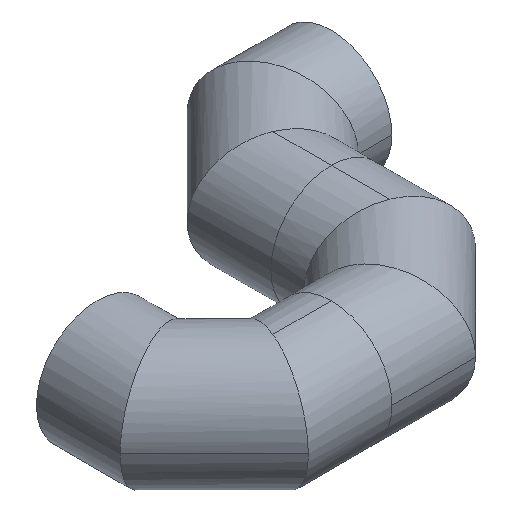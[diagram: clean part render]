
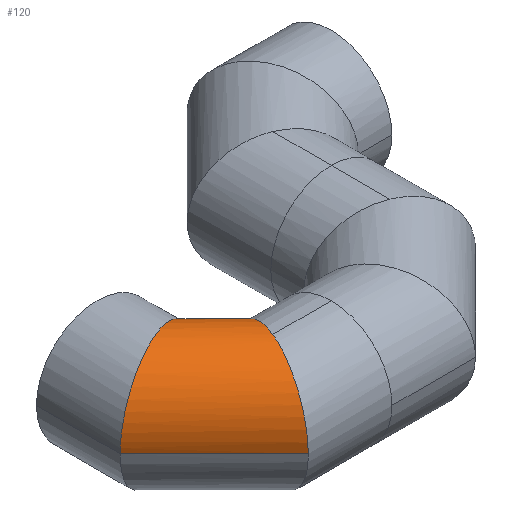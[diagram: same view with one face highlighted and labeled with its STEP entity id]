
A CAD part, isometric view. The second image highlights one B-rep face of the part: STEP entity #120.
In plain terms, the highlighted cylindrical face has radius 157.48 mm (diameter 314.96 mm), a partial arc.
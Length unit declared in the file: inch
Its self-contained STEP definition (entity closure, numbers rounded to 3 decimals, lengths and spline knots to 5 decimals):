
#19 = DIRECTION ( 'NONE',  ( 0.707, 0.707, 0. ) ) ;
#25 = CARTESIAN_POINT ( 'NONE',  ( 8.56812, 5.8, 0. ) ) ;
#47 = ORIENTED_EDGE ( 'NONE', *, *, #382, .T. ) ;
#78 = CARTESIAN_POINT ( 'NONE',  ( 6.2, 3.43188, 0. ) ) ;
#84 = EDGE_CURVE ( 'NONE', #376, #627, #531, .T. ) ;
#93 = DIRECTION ( 'NONE',  ( 0.707, 0.707, 0. ) ) ;
#120 = ADVANCED_FACE ( 'NONE', ( #447 ), #612, .T. ) ;
#128 = CARTESIAN_POINT ( 'NONE',  ( 4.38406, 1.61594, 0. ) ) ;
#168 =( BOUNDED_CURVE ( )  B_SPLINE_CURVE ( 3, ( #466, #467, #452, #285 ),
 .UNSPECIFIED., .F., .F. ) 
 B_SPLINE_CURVE_WITH_KNOTS ( ( 4, 4 ),
 ( 4.71239, 6.28319 ),
 .UNSPECIFIED. ) 
 CURVE ( )  GEOMETRIC_REPRESENTATION_ITEM ( )  RATIONAL_B_SPLINE_CURVE ( ( 1., 0.805, 0.805, 1. ) ) 
 REPRESENTATION_ITEM ( '' )  );
#188 = AXIS2_PLACEMENT_3D ( 'NONE', #439, #93, #385 ) ;
#201 = CARTESIAN_POINT ( 'NONE',  ( 8.56812, 5.8, 12.4 ) ) ;
#209 = CARTESIAN_POINT ( 'NONE',  ( -3.63188, 7.50437, 6.2 ) ) ;
#238 =( BOUNDED_CURVE ( )  B_SPLINE_CURVE ( 3, ( #546, #201, #294, #540 ),
 .UNSPECIFIED., .F., .F. ) 
 B_SPLINE_CURVE_WITH_KNOTS ( ( 4, 4 ),
 ( 3.14159, 6.28319 ),
 .UNSPECIFIED. ) 
 CURVE ( )  GEOMETRIC_REPRESENTATION_ITEM ( )  RATIONAL_B_SPLINE_CURVE ( ( 1., 0.333, 0.333, 1. ) ) 
 REPRESENTATION_ITEM ( '' )  );
#240 = ORIENTED_EDGE ( 'NONE', *, *, #590, .T. ) ;
#280 = LINE ( 'NONE', #128, #343 ) ;
#282 = CARTESIAN_POINT ( 'NONE',  ( 0., 6., 6.2 ) ) ;
#285 = CARTESIAN_POINT ( 'NONE',  ( 6.2, 3.43188, 0. ) ) ;
#293 = CARTESIAN_POINT ( 'NONE',  ( 0., 6., 6.2 ) ) ;
#294 = CARTESIAN_POINT ( 'NONE',  ( 3.43188, 18.2, 12.4 ) ) ;
#298 = CARTESIAN_POINT ( 'NONE',  ( -6.2, 8.56812, 0. ) ) ;
#343 = VECTOR ( 'NONE', #19, 39.37008 ) ;
#376 = VERTEX_POINT ( 'NONE', #494 ) ;
#382 = EDGE_CURVE ( 'NONE', #627, #483, #168, .T. ) ;
#385 = DIRECTION ( 'NONE',  ( -0.707, 0.707, 0. ) ) ;
#412 = CARTESIAN_POINT ( 'NONE',  ( -6.2, 8.56812, 3.63188 ) ) ;
#435 = CARTESIAN_POINT ( 'NONE',  ( 3.43188, 18.2, 0. ) ) ;
#439 = CARTESIAN_POINT ( 'NONE',  ( 0., 6., 0. ) ) ;
#447 = FACE_OUTER_BOUND ( 'NONE', #605, .T. ) ;
#452 = CARTESIAN_POINT ( 'NONE',  ( 6.2, 3.43188, 3.63188 ) ) ;
#466 = CARTESIAN_POINT ( 'NONE',  ( 0., 6., 6.2 ) ) ;
#467 = CARTESIAN_POINT ( 'NONE',  ( 3.63188, 4.49563, 6.2 ) ) ;
#475 = ORIENTED_EDGE ( 'NONE', *, *, #481, .F. ) ;
#481 = EDGE_CURVE ( 'NONE', #376, #554, #573, .T. ) ;
#483 = VERTEX_POINT ( 'NONE', #78 ) ;
#494 = CARTESIAN_POINT ( 'NONE',  ( -6.2, 8.56812, 0. ) ) ;
#496 = EDGE_CURVE ( 'NONE', #574, #554, #238, .T. ) ;
#497 = CARTESIAN_POINT ( 'NONE',  ( -4.38406, 10.38406, 0. ) ) ;
#531 =( BOUNDED_CURVE ( )  B_SPLINE_CURVE ( 3, ( #298, #412, #209, #282 ),
 .UNSPECIFIED., .F., .T. ) 
 B_SPLINE_CURVE_WITH_KNOTS ( ( 4, 4 ),
 ( 3.14159, 4.71239 ),
 .UNSPECIFIED. ) 
 CURVE ( )  GEOMETRIC_REPRESENTATION_ITEM ( )  RATIONAL_B_SPLINE_CURVE ( ( 1., 0.805, 0.805, 1. ) ) 
 REPRESENTATION_ITEM ( '' )  );
#540 = CARTESIAN_POINT ( 'NONE',  ( 3.43188, 18.2, 0. ) ) ;
#544 = VECTOR ( 'NONE', #617, 39.37008 ) ;
#546 = CARTESIAN_POINT ( 'NONE',  ( 8.56812, 5.8, 0. ) ) ;
#554 = VERTEX_POINT ( 'NONE', #435 ) ;
#573 = LINE ( 'NONE', #497, #544 ) ;
#574 = VERTEX_POINT ( 'NONE', #25 ) ;
#590 = EDGE_CURVE ( 'NONE', #483, #574, #280, .T. ) ;
#600 = ORIENTED_EDGE ( 'NONE', *, *, #84, .T. ) ;
#605 = EDGE_LOOP ( 'NONE', ( #600, #47, #240, #632, #475 ) ) ;
#612 = CYLINDRICAL_SURFACE ( 'NONE', #188, 6.2 ) ;
#617 = DIRECTION ( 'NONE',  ( 0.707, 0.707, 0. ) ) ;
#627 = VERTEX_POINT ( 'NONE', #293 ) ;
#632 = ORIENTED_EDGE ( 'NONE', *, *, #496, .T. ) ;
